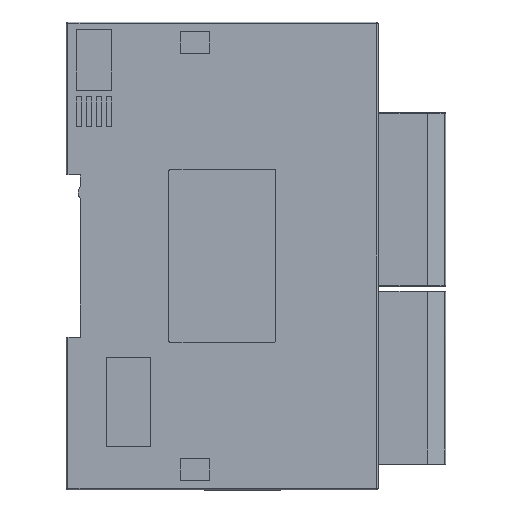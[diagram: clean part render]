
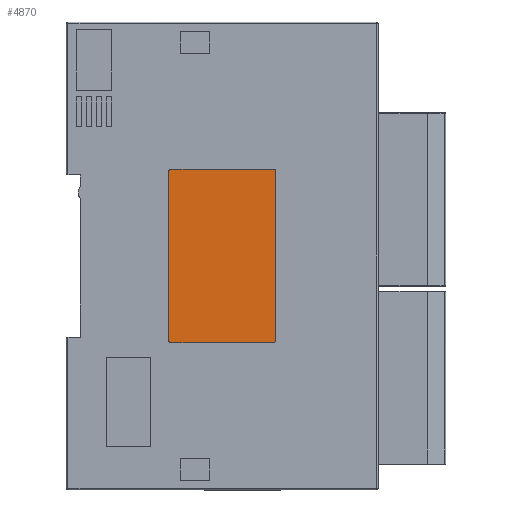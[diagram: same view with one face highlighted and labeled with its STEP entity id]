
A CAD part, left-side view. The second image highlights one B-rep face of the part: STEP entity #4870.
In plain terms, the highlighted planar face has unit normal (-1, 0, 0).
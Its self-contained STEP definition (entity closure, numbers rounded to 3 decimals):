
#1944=(
BOUNDED_CURVE()
B_SPLINE_CURVE(2,(#276656,#276657,#276658),.UNSPECIFIED.,.F.,.F.)
B_SPLINE_CURVE_WITH_KNOTS((3,3),(-1.,0.),.UNSPECIFIED.)
CURVE()
GEOMETRIC_REPRESENTATION_ITEM()
RATIONAL_B_SPLINE_CURVE((1.,0.707,1.))
REPRESENTATION_ITEM('')
);
#1946=(
BOUNDED_CURVE()
B_SPLINE_CURVE(2,(#276666,#276667,#276668),.UNSPECIFIED.,.F.,.F.)
B_SPLINE_CURVE_WITH_KNOTS((3,3),(-1.,0.),.UNSPECIFIED.)
CURVE()
GEOMETRIC_REPRESENTATION_ITEM()
RATIONAL_B_SPLINE_CURVE((1.,0.707,1.))
REPRESENTATION_ITEM('')
);
#1948=(
BOUNDED_CURVE()
B_SPLINE_CURVE(2,(#276676,#276677,#276678),.UNSPECIFIED.,.F.,.F.)
B_SPLINE_CURVE_WITH_KNOTS((3,3),(-1.,0.),.UNSPECIFIED.)
CURVE()
GEOMETRIC_REPRESENTATION_ITEM()
RATIONAL_B_SPLINE_CURVE((1.,0.707,1.))
REPRESENTATION_ITEM('')
);
#1950=(
BOUNDED_CURVE()
B_SPLINE_CURVE(2,(#276686,#276687,#276688),.UNSPECIFIED.,.F.,.F.)
B_SPLINE_CURVE_WITH_KNOTS((3,3),(-1.,0.),.UNSPECIFIED.)
CURVE()
GEOMETRIC_REPRESENTATION_ITEM()
RATIONAL_B_SPLINE_CURVE((1.,0.707,1.))
REPRESENTATION_ITEM('')
);
#4870=ADVANCED_FACE('',(#7520),#129942,.T.);
#7520=FACE_OUTER_BOUND('',#10428,.T.);
#10428=EDGE_LOOP('',(#43575,#43576,#43577,#43578,#43579,#43580,#43581,#43582));
#43575=ORIENTED_EDGE('',*,*,#73671,.T.);
#43576=ORIENTED_EDGE('',*,*,#73653,.T.);
#43577=ORIENTED_EDGE('',*,*,#73667,.T.);
#43578=ORIENTED_EDGE('',*,*,#73654,.T.);
#43579=ORIENTED_EDGE('',*,*,#73663,.T.);
#43580=ORIENTED_EDGE('',*,*,#73655,.T.);
#43581=ORIENTED_EDGE('',*,*,#73659,.T.);
#43582=ORIENTED_EDGE('',*,*,#73656,.T.);
#73653=EDGE_CURVE('',#127950,#127951,#101212,.T.);
#73654=EDGE_CURVE('',#127952,#127953,#101213,.T.);
#73655=EDGE_CURVE('',#127954,#127955,#101214,.T.);
#73656=EDGE_CURVE('',#127956,#127949,#101215,.T.);
#73659=EDGE_CURVE('',#127955,#127956,#1944,.T.);
#73663=EDGE_CURVE('',#127953,#127954,#1946,.T.);
#73667=EDGE_CURVE('',#127951,#127952,#1948,.T.);
#73671=EDGE_CURVE('',#127949,#127950,#1950,.T.);
#101212=B_SPLINE_CURVE_WITH_KNOTS('',1,(#276644,#276645),.UNSPECIFIED.,
 .F.,.F.,(2,2),(0.,23.),.UNSPECIFIED.);
#101213=B_SPLINE_CURVE_WITH_KNOTS('',1,(#276646,#276647),.UNSPECIFIED.,
 .F.,.F.,(2,2),(0.,38.),.UNSPECIFIED.);
#101214=B_SPLINE_CURVE_WITH_KNOTS('',1,(#276648,#276649),.UNSPECIFIED.,
 .F.,.F.,(2,2),(0.,23.),.UNSPECIFIED.);
#101215=B_SPLINE_CURVE_WITH_KNOTS('',1,(#276650,#276651),.UNSPECIFIED.,
 .F.,.F.,(2,2),(0.,38.),.UNSPECIFIED.);
#127949=VERTEX_POINT('',#251598);
#127950=VERTEX_POINT('',#251599);
#127951=VERTEX_POINT('',#251600);
#127952=VERTEX_POINT('',#251601);
#127953=VERTEX_POINT('',#251602);
#127954=VERTEX_POINT('',#251603);
#127955=VERTEX_POINT('',#251604);
#127956=VERTEX_POINT('',#251605);
#129942=PLANE('',#132228);
#132228=AXIS2_PLACEMENT_3D('',#247593,#134496,$);
#134496=DIRECTION('',(-1.,0.,0.));
#247593=CARTESIAN_POINT('',(-296.41,-71.468,212.686));
#251598=CARTESIAN_POINT('',(-296.41,-97.88,255.098));
#251599=CARTESIAN_POINT('',(-296.41,-97.38,255.598));
#251600=CARTESIAN_POINT('',(-296.41,-74.38,255.598));
#251601=CARTESIAN_POINT('',(-296.41,-73.88,255.098));
#251602=CARTESIAN_POINT('',(-296.41,-73.88,217.098));
#251603=CARTESIAN_POINT('',(-296.41,-74.38,216.598));
#251604=CARTESIAN_POINT('',(-296.41,-97.38,216.598));
#251605=CARTESIAN_POINT('',(-296.41,-97.88,217.098));
#276644=CARTESIAN_POINT('',(-296.41,-97.38,255.598));
#276645=CARTESIAN_POINT('',(-296.41,-74.38,255.598));
#276646=CARTESIAN_POINT('',(-296.41,-73.88,255.098));
#276647=CARTESIAN_POINT('',(-296.41,-73.88,217.098));
#276648=CARTESIAN_POINT('',(-296.41,-74.38,216.598));
#276649=CARTESIAN_POINT('',(-296.41,-97.38,216.598));
#276650=CARTESIAN_POINT('',(-296.41,-97.88,217.098));
#276651=CARTESIAN_POINT('',(-296.41,-97.88,255.098));
#276656=CARTESIAN_POINT('',(-296.41,-97.38,216.598));
#276657=CARTESIAN_POINT('',(-296.41,-97.88,216.598));
#276658=CARTESIAN_POINT('',(-296.41,-97.88,217.098));
#276666=CARTESIAN_POINT('',(-296.41,-73.88,217.098));
#276667=CARTESIAN_POINT('',(-296.41,-73.88,216.598));
#276668=CARTESIAN_POINT('',(-296.41,-74.38,216.598));
#276676=CARTESIAN_POINT('',(-296.41,-74.38,255.598));
#276677=CARTESIAN_POINT('',(-296.41,-73.88,255.598));
#276678=CARTESIAN_POINT('',(-296.41,-73.88,255.098));
#276686=CARTESIAN_POINT('',(-296.41,-97.88,255.098));
#276687=CARTESIAN_POINT('',(-296.41,-97.88,255.598));
#276688=CARTESIAN_POINT('',(-296.41,-97.38,255.598));
